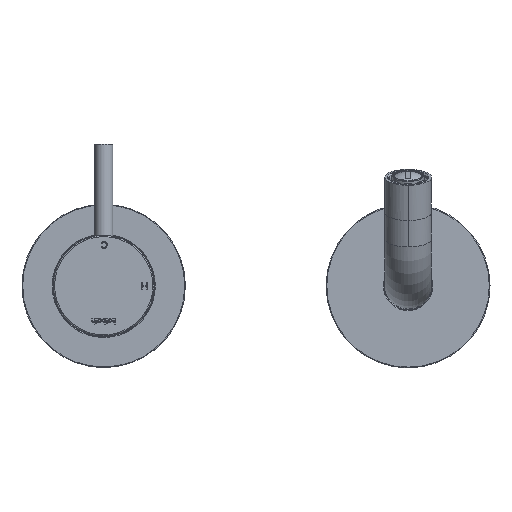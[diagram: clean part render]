
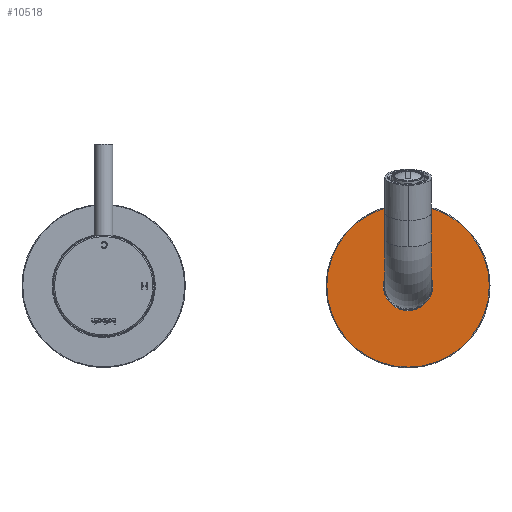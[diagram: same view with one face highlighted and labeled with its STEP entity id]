
A CAD part, top view. The second image highlights one B-rep face of the part: STEP entity #10518.
In plain terms, the highlighted face is planar.
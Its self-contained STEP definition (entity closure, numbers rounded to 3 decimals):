
#2951=ORIENTED_EDGE('',*,*,#3794,.T.);
#2952=ORIENTED_EDGE('',*,*,#3795,.T.);
#3794=EDGE_CURVE('',#4463,#4463,#4742,.T.);
#3795=EDGE_CURVE('',#4464,#4464,#4743,.F.);
#4463=VERTEX_POINT('',#17502);
#4464=VERTEX_POINT('',#17504);
#4742=CIRCLE('',#11421,10.55);
#4743=CIRCLE('',#11422,34.7);
#5599=EDGE_LOOP('',(#2951));
#5600=EDGE_LOOP('',(#2952));
#6487=FACE_BOUND('',#5599,.T.);
#6488=FACE_BOUND('',#5600,.T.);
#6713=PLANE('',#11420);
#10518=ADVANCED_FACE('',(#6487,#6488),#6713,.F.);
#11420=AXIS2_PLACEMENT_3D('',#17500,#13364,#13365);
#11421=AXIS2_PLACEMENT_3D('',#17501,#13366,#13367);
#11422=AXIS2_PLACEMENT_3D('',#17503,#13368,#13369);
#13364=DIRECTION('',(-1.,0.,0.));
#13365=DIRECTION('',(0.,0.,1.));
#13366=DIRECTION('',(-1.,0.,0.));
#13367=DIRECTION('',(0.,0.,1.));
#13368=DIRECTION('',(-1.,0.,0.));
#13369=DIRECTION('',(0.,0.,1.));
#17500=CARTESIAN_POINT('',(6.5,0.,0.));
#17501=CARTESIAN_POINT('',(6.5,0.,0.));
#17502=CARTESIAN_POINT('',(6.5,0.,10.55));
#17503=CARTESIAN_POINT('',(6.5,0.,0.));
#17504=CARTESIAN_POINT('',(6.5,0.,34.7));
